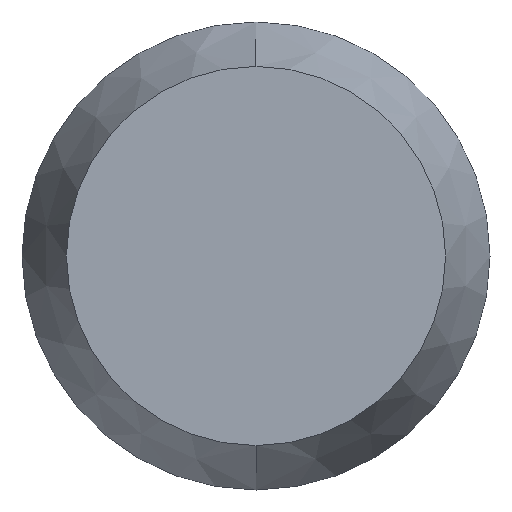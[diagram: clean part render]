
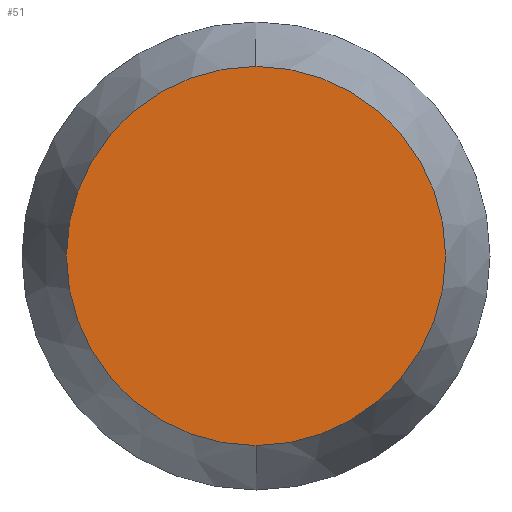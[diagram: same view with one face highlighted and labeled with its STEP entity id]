
A CAD part, left-side view. The second image highlights one B-rep face of the part: STEP entity #51.
In plain terms, the highlighted planar face has unit normal (-1, 0, 0).
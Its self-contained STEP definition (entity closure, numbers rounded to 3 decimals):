
#12 = DIRECTION ( 'NONE',  ( -1., 0., 0. ) ) ;
#14 = CARTESIAN_POINT ( 'NONE',  ( -9., 0., 0. ) ) ;
#26 = PLANE ( 'NONE',  #87 ) ;
#41 = EDGE_CURVE ( 'NONE', #128, #134, #190, .T. ) ;
#51 = ADVANCED_FACE ( 'NONE', ( #84 ), #26, .F. ) ;
#61 = DIRECTION ( 'NONE',  ( 0., 0., -1. ) ) ;
#67 = AXIS2_PLACEMENT_3D ( 'NONE', #14, #12, #136 ) ;
#70 = EDGE_LOOP ( 'NONE', ( #72, #166 ) ) ;
#72 = ORIENTED_EDGE ( 'NONE', *, *, #168, .T. ) ;
#84 = FACE_OUTER_BOUND ( 'NONE', #70, .T. ) ;
#87 = AXIS2_PLACEMENT_3D ( 'NONE', #226, #125, #61 ) ;
#88 = CARTESIAN_POINT ( 'NONE',  ( -9., 0., 0. ) ) ;
#118 = CIRCLE ( 'NONE', #67, 9.316 ) ;
#125 = DIRECTION ( 'NONE',  ( 1., 0., 0. ) ) ;
#127 = CARTESIAN_POINT ( 'NONE',  ( -9., 0., 9.316 ) ) ;
#128 = VERTEX_POINT ( 'NONE', #127 ) ;
#131 = AXIS2_PLACEMENT_3D ( 'NONE', #88, #248, #229 ) ;
#134 = VERTEX_POINT ( 'NONE', #204 ) ;
#136 = DIRECTION ( 'NONE',  ( 0., 0., 1. ) ) ;
#166 = ORIENTED_EDGE ( 'NONE', *, *, #41, .T. ) ;
#168 = EDGE_CURVE ( 'NONE', #134, #128, #118, .T. ) ;
#190 = CIRCLE ( 'NONE', #131, 9.316 ) ;
#204 = CARTESIAN_POINT ( 'NONE',  ( -9., 0., -9.316 ) ) ;
#226 = CARTESIAN_POINT ( 'NONE',  ( -9., 0., 0. ) ) ;
#229 = DIRECTION ( 'NONE',  ( 0., 0., 1. ) ) ;
#248 = DIRECTION ( 'NONE',  ( -1., 0., 0. ) ) ;
